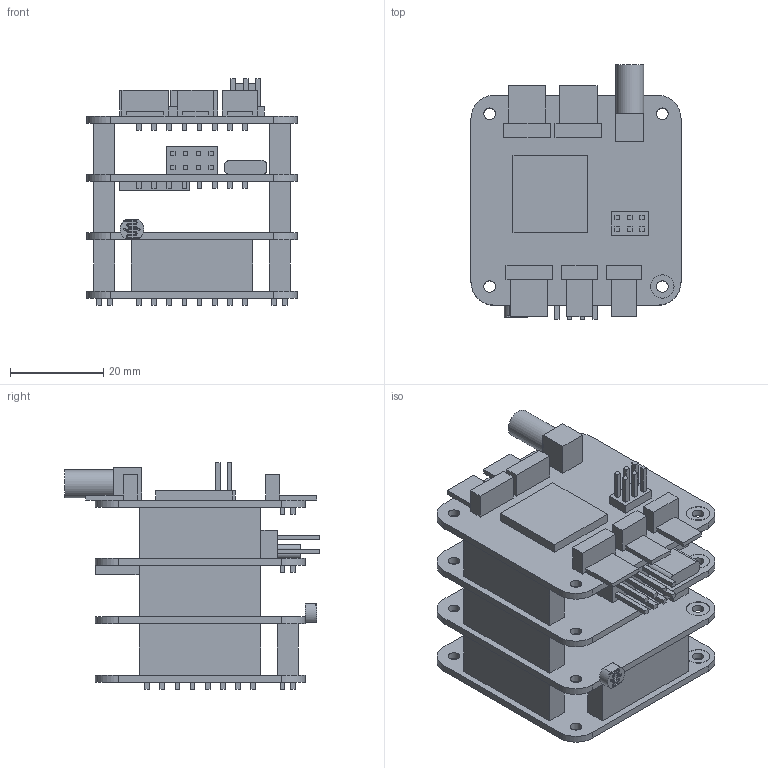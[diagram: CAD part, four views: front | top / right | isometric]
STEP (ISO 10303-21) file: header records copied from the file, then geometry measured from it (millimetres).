
FILE_DESCRIPTION(('STEP AP203'), '1');
FILE_NAME('Sborka_bloka_plat', '', ('UNSPECIFIED'), ('UNSPECIFIED'), 'C3D Converter', 'C3D Toolkit', '');
FILE_SCHEMA(('CONFIG_CONTROL_DESIGN'));
Length unit declared in the file: millimetre
Assembly tree (4 placements, depth 2):
  (unnamed)
    (unnamed)
    (unnamed)
    (unnamed)
    (unnamed)
Bounding box: 45 x 54.5 x 48.5 mm (x, y, z)
Volume: 24714.3 mm3; surface area: 25361.3 mm2
Topology: 4 solids, 4 shells, 1254 faces, 3048 edges, 2027 vertices
Faces by surface type: plane 1197, cylinder 57
Full cylindrical faces by diameter (mm): 0.5 x2, 2.5 x16, 5 x4, 6 x1
Entity records: 45860 total; most frequent: CARTESIAN_POINT 6323, ORIENTED_EDGE 6054, DIRECTION 5666, EDGE_CURVE 3027, LINE 2906, VECTOR 2906, VERTEX_POINT 2037, EDGE_LOOP 1532
